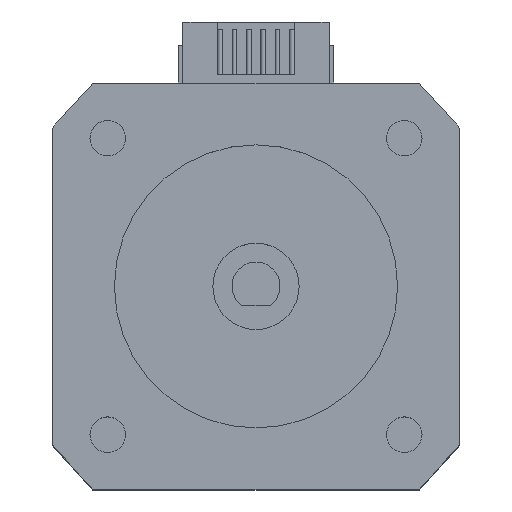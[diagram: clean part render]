
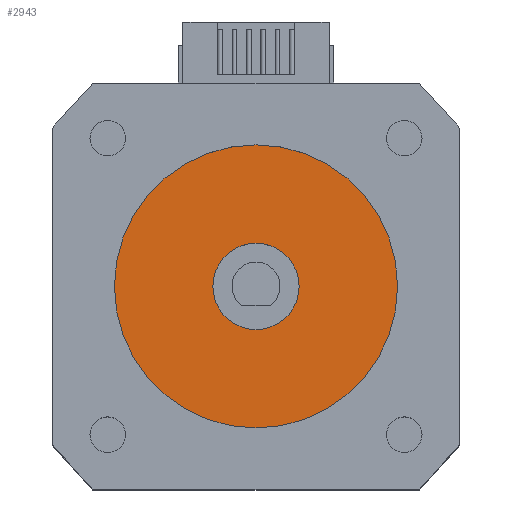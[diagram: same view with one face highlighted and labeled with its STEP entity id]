
A CAD part, top view. The second image highlights one B-rep face of the part: STEP entity #2943.
In plain terms, the highlighted planar face has unit normal (0, 0, 1).
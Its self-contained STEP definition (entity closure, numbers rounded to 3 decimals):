
#323 = CYLINDRICAL_SURFACE('',#324,14.75);
#324 = AXIS2_PLACEMENT_3D('',#325,#326,#327);
#325 = CARTESIAN_POINT('',(0.,0.,19.95));
#326 = DIRECTION('',(0.,0.,1.));
#327 = DIRECTION('',(-1.,0.,0.));
#1520 = VERTEX_POINT('',#1521);
#1521 = CARTESIAN_POINT('',(-14.75,0.,19.));
#1542 = EDGE_CURVE('',#1520,#1520,#1543,.T.);
#1543 = SURFACE_CURVE('',#1544,(#1549,#1556),.PCURVE_S1.);
#1544 = CIRCLE('',#1545,14.75);
#1545 = AXIS2_PLACEMENT_3D('',#1546,#1547,#1548);
#1546 = CARTESIAN_POINT('',(0.,0.,19.));
#1547 = DIRECTION('',(0.,0.,1.));
#1548 = DIRECTION('',(-1.,0.,0.));
#1549 = PCURVE('',#323,#1550);
#1550 = DEFINITIONAL_REPRESENTATION('',(#1551),#1555);
#1551 = LINE('',#1552,#1553);
#1552 = CARTESIAN_POINT('',(0.,-0.95));
#1553 = VECTOR('',#1554,1.);
#1554 = DIRECTION('',(1.,0.));
#1555 = ( GEOMETRIC_REPRESENTATION_CONTEXT(2) 
PARAMETRIC_REPRESENTATION_CONTEXT() REPRESENTATION_CONTEXT('2D SPACE',''
  ) );
#1556 = PCURVE('',#1557,#1562);
#1557 = PLANE('',#1558);
#1558 = AXIS2_PLACEMENT_3D('',#1559,#1560,#1561);
#1559 = CARTESIAN_POINT('',(0.,0.,19.)
  );
#1560 = DIRECTION('',(0.,0.,1.));
#1561 = DIRECTION('',(0.,1.,0.));
#1562 = DEFINITIONAL_REPRESENTATION('',(#1563),#1567);
#1563 = CIRCLE('',#1564,14.75);
#1564 = AXIS2_PLACEMENT_2D('',#1565,#1566);
#1565 = CARTESIAN_POINT('',(0.,0.));
#1566 = DIRECTION('',(0.,1.));
#1567 = ( GEOMETRIC_REPRESENTATION_CONTEXT(2) 
PARAMETRIC_REPRESENTATION_CONTEXT() REPRESENTATION_CONTEXT('2D SPACE',''
  ) );
#2943 = ADVANCED_FACE('',(#2944,#2947),#1557,.T.);
#2944 = FACE_BOUND('',#2945,.T.);
#2945 = EDGE_LOOP('',(#2946));
#2946 = ORIENTED_EDGE('',*,*,#1542,.T.);
#2947 = FACE_BOUND('',#2948,.T.);
#2948 = EDGE_LOOP('',(#2949));
#2949 = ORIENTED_EDGE('',*,*,#2950,.F.);
#2950 = EDGE_CURVE('',#2951,#2951,#2953,.T.);
#2951 = VERTEX_POINT('',#2952);
#2952 = CARTESIAN_POINT('',(-4.5,0.,19.));
#2953 = SURFACE_CURVE('',#2954,(#2959,#2966),.PCURVE_S1.);
#2954 = CIRCLE('',#2955,4.5);
#2955 = AXIS2_PLACEMENT_3D('',#2956,#2957,#2958);
#2956 = CARTESIAN_POINT('',(0.,0.,19.)
  );
#2957 = DIRECTION('',(0.,0.,1.));
#2958 = DIRECTION('',(-1.,0.,0.));
#2959 = PCURVE('',#1557,#2960);
#2960 = DEFINITIONAL_REPRESENTATION('',(#2961),#2965);
#2961 = CIRCLE('',#2962,4.5);
#2962 = AXIS2_PLACEMENT_2D('',#2963,#2964);
#2963 = CARTESIAN_POINT('',(0.,0.));
#2964 = DIRECTION('',(0.,1.));
#2965 = ( GEOMETRIC_REPRESENTATION_CONTEXT(2) 
PARAMETRIC_REPRESENTATION_CONTEXT() REPRESENTATION_CONTEXT('2D SPACE',''
  ) );
#2966 = PCURVE('',#2967,#2972);
#2967 = CYLINDRICAL_SURFACE('',#2968,4.5);
#2968 = AXIS2_PLACEMENT_3D('',#2969,#2970,#2971);
#2969 = CARTESIAN_POINT('',(0.,0.,
    20.825));
#2970 = DIRECTION('',(0.,0.,1.));
#2971 = DIRECTION('',(-1.,0.,0.));
#2972 = DEFINITIONAL_REPRESENTATION('',(#2973),#2977);
#2973 = LINE('',#2974,#2975);
#2974 = CARTESIAN_POINT('',(0.,-1.825));
#2975 = VECTOR('',#2976,1.);
#2976 = DIRECTION('',(1.,0.));
#2977 = ( GEOMETRIC_REPRESENTATION_CONTEXT(2) 
PARAMETRIC_REPRESENTATION_CONTEXT() REPRESENTATION_CONTEXT('2D SPACE',''
  ) );
